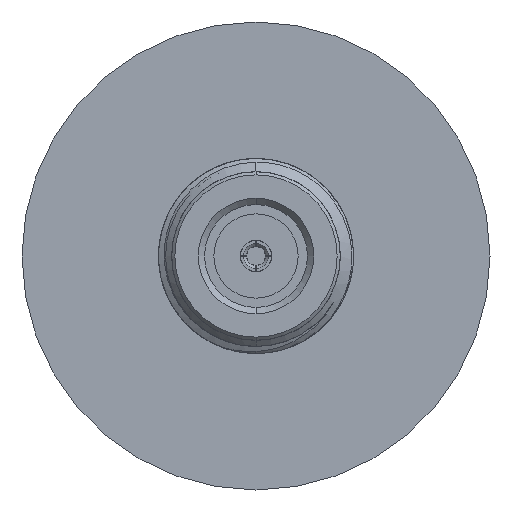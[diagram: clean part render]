
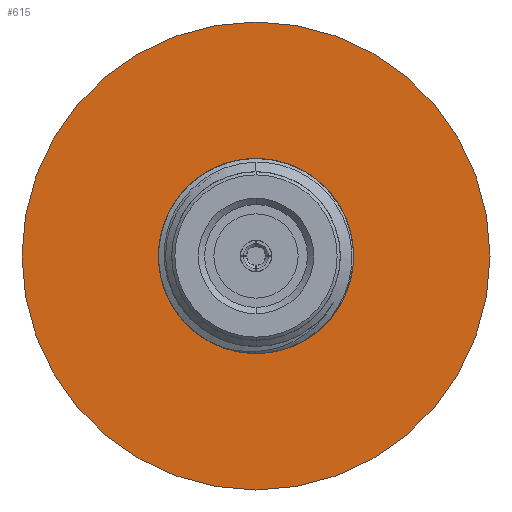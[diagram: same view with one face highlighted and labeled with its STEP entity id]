
A CAD part, left-side view. The second image highlights one B-rep face of the part: STEP entity #615.
In plain terms, the highlighted planar face has unit normal (-1, 0, 0).
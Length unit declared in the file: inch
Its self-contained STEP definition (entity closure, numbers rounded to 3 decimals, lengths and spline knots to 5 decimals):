
#615 = ADVANCED_FACE ( 'NONE', ( #3509, #2995 ), #5341, .T. ) ;
#747 = CIRCLE ( 'NONE', #1970, 0.22525 ) ;
#823 = VERTEX_POINT ( 'NONE', #7180 ) ;
#1010 = ORIENTED_EDGE ( 'NONE', *, *, #1734, .F. ) ;
#1026 = AXIS2_PLACEMENT_3D ( 'NONE', #5755, #2188, #1144 ) ;
#1093 = CARTESIAN_POINT ( 'NONE',  ( 0.67716, 0.75, 0. ) ) ;
#1126 = ORIENTED_EDGE ( 'NONE', *, *, #1264, .T. ) ;
#1144 = DIRECTION ( 'NONE',  ( 0., -1., 0. ) ) ;
#1154 = CARTESIAN_POINT ( 'NONE',  ( 0.67716, 0., 0. ) ) ;
#1172 = EDGE_CURVE ( 'NONE', #3050, #6592, #6042, .T. ) ;
#1264 = EDGE_CURVE ( 'NONE', #6592, #3050, #2133, .T. ) ;
#1656 = CARTESIAN_POINT ( 'NONE',  ( 0.67716, 0., 0. ) ) ;
#1689 = CARTESIAN_POINT ( 'NONE',  ( 0.67716, -0.22525, 0. ) ) ;
#1734 = EDGE_CURVE ( 'NONE', #6235, #823, #6432, .T. ) ;
#1970 = AXIS2_PLACEMENT_3D ( 'NONE', #6511, #6299, #3952 ) ;
#2062 = CARTESIAN_POINT ( 'NONE',  ( 0.67716, -0.75, 0. ) ) ;
#2133 = CIRCLE ( 'NONE', #6541, 0.75 ) ;
#2188 = DIRECTION ( 'NONE',  ( -1., 0., 0. ) ) ;
#2270 = DIRECTION ( 'NONE',  ( 0., -1., 0. ) ) ;
#2318 = DIRECTION ( 'NONE',  ( 0., 1., 0. ) ) ;
#2617 = EDGE_LOOP ( 'NONE', ( #3445, #1126 ) ) ;
#2845 = DIRECTION ( 'NONE',  ( -1., 0., 0. ) ) ;
#2995 = FACE_OUTER_BOUND ( 'NONE', #2617, .T. ) ;
#3050 = VERTEX_POINT ( 'NONE', #2062 ) ;
#3445 = ORIENTED_EDGE ( 'NONE', *, *, #1172, .T. ) ;
#3509 = FACE_BOUND ( 'NONE', #4574, .T. ) ;
#3706 = AXIS2_PLACEMENT_3D ( 'NONE', #4681, #6579, #2318 ) ;
#3919 = DIRECTION ( 'NONE',  ( 0., -1., 0. ) ) ;
#3952 = DIRECTION ( 'NONE',  ( 0., -1., 0. ) ) ;
#4574 = EDGE_LOOP ( 'NONE', ( #1010, #4588 ) ) ;
#4588 = ORIENTED_EDGE ( 'NONE', *, *, #6289, .F. ) ;
#4681 = CARTESIAN_POINT ( 'NONE',  ( 0.67716, 0., 0. ) ) ;
#4693 = AXIS2_PLACEMENT_3D ( 'NONE', #1154, #2845, #3919 ) ;
#5341 = PLANE ( 'NONE',  #3706 ) ;
#5677 = DIRECTION ( 'NONE',  ( -1., 0., 0. ) ) ;
#5755 = CARTESIAN_POINT ( 'NONE',  ( 0.67716, 0., 0. ) ) ;
#6042 = CIRCLE ( 'NONE', #1026, 0.75 ) ;
#6235 = VERTEX_POINT ( 'NONE', #1689 ) ;
#6289 = EDGE_CURVE ( 'NONE', #823, #6235, #747, .T. ) ;
#6299 = DIRECTION ( 'NONE',  ( -1., 0., 0. ) ) ;
#6432 = CIRCLE ( 'NONE', #4693, 0.22525 ) ;
#6511 = CARTESIAN_POINT ( 'NONE',  ( 0.67716, 0., 0. ) ) ;
#6541 = AXIS2_PLACEMENT_3D ( 'NONE', #1656, #5677, #2270 ) ;
#6579 = DIRECTION ( 'NONE',  ( -1., 0., 0. ) ) ;
#6592 = VERTEX_POINT ( 'NONE', #1093 ) ;
#7180 = CARTESIAN_POINT ( 'NONE',  ( 0.67716, 0.22525, 0. ) ) ;
